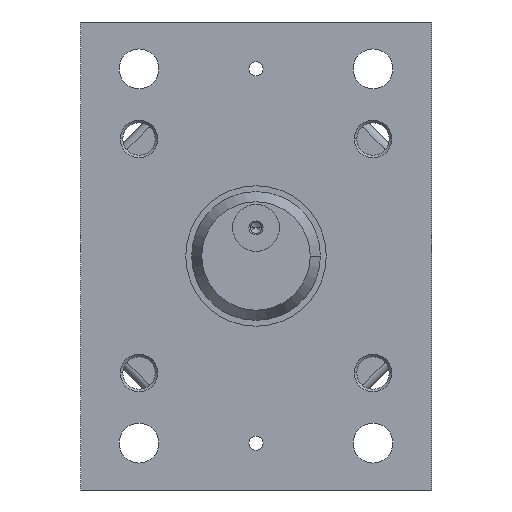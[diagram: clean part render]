
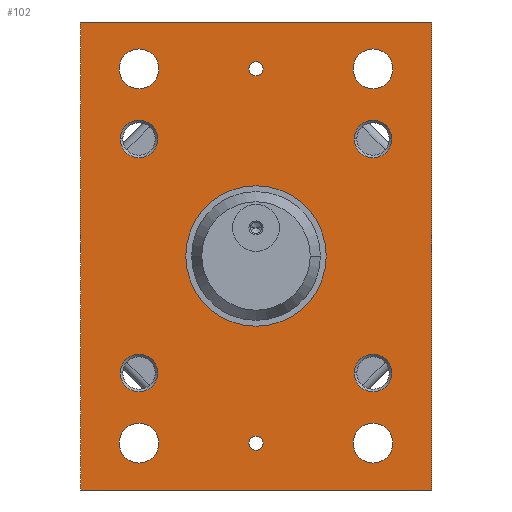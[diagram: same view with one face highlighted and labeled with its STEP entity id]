
A CAD part, left-side view. The second image highlights one B-rep face of the part: STEP entity #102.
In plain terms, the highlighted planar face has unit normal (-1, 0, 0).
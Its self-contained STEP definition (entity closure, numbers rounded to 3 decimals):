
#102=ADVANCED_FACE('',(#263,#264,#265,#266,#267,#268,#269,#270,#271,#272,#273,#274),#275,.F.);
#263=FACE_BOUND('',#477,.T.);
#264=FACE_BOUND('',#478,.T.);
#265=FACE_BOUND('',#479,.T.);
#266=FACE_BOUND('',#480,.T.);
#267=FACE_BOUND('',#481,.T.);
#268=FACE_BOUND('',#482,.T.);
#269=FACE_BOUND('',#483,.T.);
#270=FACE_BOUND('',#484,.T.);
#271=FACE_BOUND('',#485,.T.);
#272=FACE_BOUND('',#486,.T.);
#273=FACE_BOUND('',#487,.T.);
#274=FACE_OUTER_BOUND('',#488,.T.);
#275=PLANE('',#489);
#477=EDGE_LOOP('',(#987,#988));
#478=EDGE_LOOP('',(#989,#990));
#479=EDGE_LOOP('',(#991,#992));
#480=EDGE_LOOP('',(#993,#994));
#481=EDGE_LOOP('',(#995,#996));
#482=EDGE_LOOP('',(#997,#998));
#483=EDGE_LOOP('',(#999,#1000));
#484=EDGE_LOOP('',(#1001,#1002));
#485=EDGE_LOOP('',(#1003,#1004));
#486=EDGE_LOOP('',(#1005,#1006));
#487=EDGE_LOOP('',(#1007,#1008));
#488=EDGE_LOOP('',(#1009,#1010,#1011,#1012));
#489=AXIS2_PLACEMENT_3D('',#1013,#1014,#1015);
#987=ORIENTED_EDGE('',*,*,#1403,.T.);
#988=ORIENTED_EDGE('',*,*,#1436,.T.);
#989=ORIENTED_EDGE('',*,*,#1392,.T.);
#990=ORIENTED_EDGE('',*,*,#1438,.T.);
#991=ORIENTED_EDGE('',*,*,#1381,.T.);
#992=ORIENTED_EDGE('',*,*,#1440,.T.);
#993=ORIENTED_EDGE('',*,*,#1370,.T.);
#994=ORIENTED_EDGE('',*,*,#1442,.T.);
#995=ORIENTED_EDGE('',*,*,#1444,.T.);
#996=ORIENTED_EDGE('',*,*,#1363,.T.);
#997=ORIENTED_EDGE('',*,*,#1445,.T.);
#998=ORIENTED_EDGE('',*,*,#1359,.T.);
#999=ORIENTED_EDGE('',*,*,#1446,.T.);
#1000=ORIENTED_EDGE('',*,*,#1355,.T.);
#1001=ORIENTED_EDGE('',*,*,#1447,.T.);
#1002=ORIENTED_EDGE('',*,*,#1351,.T.);
#1003=ORIENTED_EDGE('',*,*,#1448,.T.);
#1004=ORIENTED_EDGE('',*,*,#1347,.T.);
#1005=ORIENTED_EDGE('',*,*,#1449,.T.);
#1006=ORIENTED_EDGE('',*,*,#1343,.T.);
#1007=ORIENTED_EDGE('',*,*,#1419,.T.);
#1008=ORIENTED_EDGE('',*,*,#1411,.T.);
#1009=ORIENTED_EDGE('',*,*,#1450,.T.);
#1010=ORIENTED_EDGE('',*,*,#1451,.T.);
#1011=ORIENTED_EDGE('',*,*,#1452,.T.);
#1012=ORIENTED_EDGE('',*,*,#1453,.T.);
#1013=CARTESIAN_POINT('',(-20.0,0.0,0.0));
#1014=DIRECTION('',(1.0,0.0,0.));
#1015=DIRECTION('',(0.,0.0,-1.0));
#1343=EDGE_CURVE('',#1611,#1615,#1617,.T.);
#1347=EDGE_CURVE('',#1619,#1623,#1625,.T.);
#1351=EDGE_CURVE('',#1627,#1631,#1633,.T.);
#1355=EDGE_CURVE('',#1635,#1639,#1641,.T.);
#1359=EDGE_CURVE('',#1643,#1647,#1649,.T.);
#1363=EDGE_CURVE('',#1651,#1655,#1657,.T.);
#1370=EDGE_CURVE('',#1666,#1668,#1670,.T.);
#1381=EDGE_CURVE('',#1685,#1687,#1689,.T.);
#1392=EDGE_CURVE('',#1704,#1706,#1708,.T.);
#1403=EDGE_CURVE('',#1723,#1725,#1727,.T.);
#1411=EDGE_CURVE('',#1735,#1739,#1741,.T.);
#1419=EDGE_CURVE('',#1739,#1735,#1753,.T.);
#1436=EDGE_CURVE('',#1725,#1723,#1774,.T.);
#1438=EDGE_CURVE('',#1706,#1704,#1776,.T.);
#1440=EDGE_CURVE('',#1687,#1685,#1778,.T.);
#1442=EDGE_CURVE('',#1668,#1666,#1780,.T.);
#1444=EDGE_CURVE('',#1655,#1651,#1782,.T.);
#1445=EDGE_CURVE('',#1647,#1643,#1783,.T.);
#1446=EDGE_CURVE('',#1639,#1635,#1784,.T.);
#1447=EDGE_CURVE('',#1631,#1627,#1785,.T.);
#1448=EDGE_CURVE('',#1623,#1619,#1786,.T.);
#1449=EDGE_CURVE('',#1615,#1611,#1787,.T.);
#1450=EDGE_CURVE('',#1788,#1789,#1790,.T.);
#1451=EDGE_CURVE('',#1789,#1791,#1792,.T.);
#1452=EDGE_CURVE('',#1791,#1793,#1794,.T.);
#1453=EDGE_CURVE('',#1793,#1788,#1795,.T.);
#1611=VERTEX_POINT('',#1995);
#1615=VERTEX_POINT('',#2000);
#1617=CIRCLE('',#2003,8.5);
#1619=VERTEX_POINT('',#2005);
#1623=VERTEX_POINT('',#2010);
#1625=CIRCLE('',#2013,8.5);
#1627=VERTEX_POINT('',#2015);
#1631=VERTEX_POINT('',#2020);
#1633=CIRCLE('',#2023,8.5);
#1635=VERTEX_POINT('',#2025);
#1639=VERTEX_POINT('',#2030);
#1641=CIRCLE('',#2033,8.5);
#1643=VERTEX_POINT('',#2035);
#1647=VERTEX_POINT('',#2040);
#1649=CIRCLE('',#2043,3.0);
#1651=VERTEX_POINT('',#2045);
#1655=VERTEX_POINT('',#2050);
#1657=CIRCLE('',#2053,3.0);
#1666=VERTEX_POINT('',#2064);
#1668=VERTEX_POINT('',#2067);
#1670=CIRCLE('',#2070,8.0);
#1685=VERTEX_POINT('',#2089);
#1687=VERTEX_POINT('',#2092);
#1689=CIRCLE('',#2095,8.0);
#1704=VERTEX_POINT('',#2114);
#1706=VERTEX_POINT('',#2117);
#1708=CIRCLE('',#2120,8.0);
#1723=VERTEX_POINT('',#2139);
#1725=VERTEX_POINT('',#2142);
#1727=CIRCLE('',#2145,8.0);
#1735=VERTEX_POINT('',#2155);
#1739=VERTEX_POINT('',#2160);
#1741=CIRCLE('',#2163,30.0);
#1753=CIRCLE('',#2177,30.0);
#1774=CIRCLE('',#2202,8.0);
#1776=CIRCLE('',#2204,8.0);
#1778=CIRCLE('',#2206,8.0);
#1780=CIRCLE('',#2208,8.0);
#1782=CIRCLE('',#2210,3.0);
#1783=CIRCLE('',#2211,3.0);
#1784=CIRCLE('',#2212,8.5);
#1785=CIRCLE('',#2213,8.5);
#1786=CIRCLE('',#2214,8.5);
#1787=CIRCLE('',#2215,8.5);
#1788=VERTEX_POINT('',#2216);
#1789=VERTEX_POINT('',#2217);
#1790=LINE('',#2218,#2219);
#1791=VERTEX_POINT('',#2220);
#1792=LINE('',#2221,#2222);
#1793=VERTEX_POINT('',#2223);
#1794=LINE('',#2224,#2225);
#1795=LINE('',#2226,#2227);
#1995=CARTESIAN_POINT('',(-20.0,-50.0,71.5));
#2000=CARTESIAN_POINT('',(-20.0,-50.0,88.5));
#2003=AXIS2_PLACEMENT_3D('',#2628,#2629,#2630);
#2005=CARTESIAN_POINT('',(-20.0,50.0,71.5));
#2010=CARTESIAN_POINT('',(-20.0,50.0,88.5));
#2013=AXIS2_PLACEMENT_3D('',#2636,#2637,#2638);
#2015=CARTESIAN_POINT('',(-20.0,-50.0,-88.5));
#2020=CARTESIAN_POINT('',(-20.0,-50.0,-71.5));
#2023=AXIS2_PLACEMENT_3D('',#2644,#2645,#2646);
#2025=CARTESIAN_POINT('',(-20.0,50.0,-88.5));
#2030=CARTESIAN_POINT('',(-20.0,50.0,-71.5));
#2033=AXIS2_PLACEMENT_3D('',#2652,#2653,#2654);
#2035=CARTESIAN_POINT('',(-20.0,0.,77.0));
#2040=CARTESIAN_POINT('',(-20.0,0.,83.0));
#2043=AXIS2_PLACEMENT_3D('',#2660,#2661,#2662);
#2045=CARTESIAN_POINT('',(-20.0,0.,-83.0));
#2050=CARTESIAN_POINT('',(-20.0,0.,-77.0));
#2053=AXIS2_PLACEMENT_3D('',#2668,#2669,#2670);
#2064=CARTESIAN_POINT('',(-20.0,-42.0,50.0));
#2067=CARTESIAN_POINT('',(-20.0,-58.0,50.0));
#2070=AXIS2_PLACEMENT_3D('',#2681,#2682,#2683);
#2089=CARTESIAN_POINT('',(-20.0,58.0,50.0));
#2092=CARTESIAN_POINT('',(-20.0,42.0,50.0));
#2095=AXIS2_PLACEMENT_3D('',#2702,#2703,#2704);
#2114=CARTESIAN_POINT('',(-20.0,-42.0,-50.0));
#2117=CARTESIAN_POINT('',(-20.0,-58.0,-50.0));
#2120=AXIS2_PLACEMENT_3D('',#2723,#2724,#2725);
#2139=CARTESIAN_POINT('',(-20.0,58.0,-50.0));
#2142=CARTESIAN_POINT('',(-20.0,42.0,-50.0));
#2145=AXIS2_PLACEMENT_3D('',#2744,#2745,#2746);
#2155=CARTESIAN_POINT('',(-20.0,0.,-30.0));
#2160=CARTESIAN_POINT('',(-20.0,0.,30.0));
#2163=AXIS2_PLACEMENT_3D('',#2760,#2761,#2762);
#2177=AXIS2_PLACEMENT_3D('',#2780,#2781,#2782);
#2202=AXIS2_PLACEMENT_3D('',#2823,#2824,#2825);
#2204=AXIS2_PLACEMENT_3D('',#2829,#2830,#2831);
#2206=AXIS2_PLACEMENT_3D('',#2835,#2836,#2837);
#2208=AXIS2_PLACEMENT_3D('',#2841,#2842,#2843);
#2210=AXIS2_PLACEMENT_3D('',#2847,#2848,#2849);
#2211=AXIS2_PLACEMENT_3D('',#2850,#2851,#2852);
#2212=AXIS2_PLACEMENT_3D('',#2853,#2854,#2855);
#2213=AXIS2_PLACEMENT_3D('',#2856,#2857,#2858);
#2214=AXIS2_PLACEMENT_3D('',#2859,#2860,#2861);
#2215=AXIS2_PLACEMENT_3D('',#2862,#2863,#2864);
#2216=CARTESIAN_POINT('',(-20.0,75.0,-100.0));
#2217=CARTESIAN_POINT('',(-20.0,-75.0,-100.0));
#2218=CARTESIAN_POINT('',(-20.0,0.0,-100.0));
#2219=VECTOR('',#2865,1.0);
#2220=CARTESIAN_POINT('',(-20.0,-75.0,100.0));
#2221=CARTESIAN_POINT('',(-20.0,-75.0,0.0));
#2222=VECTOR('',#2866,1.0);
#2223=CARTESIAN_POINT('',(-20.0,75.0,100.0));
#2224=CARTESIAN_POINT('',(-20.0,0.0,100.0));
#2225=VECTOR('',#2867,1.0);
#2226=CARTESIAN_POINT('',(-20.0,75.0,0.0));
#2227=VECTOR('',#2868,1.0);
#2628=CARTESIAN_POINT('',(-20.0,-50.0,80.0));
#2629=DIRECTION('',(1.0,0.0,0.));
#2630=DIRECTION('',(0.,0.0,-1.0));
#2636=CARTESIAN_POINT('',(-20.0,50.0,80.0));
#2637=DIRECTION('',(1.0,0.0,0.));
#2638=DIRECTION('',(0.,0.0,-1.0));
#2644=CARTESIAN_POINT('',(-20.0,-50.0,-80.0));
#2645=DIRECTION('',(1.0,0.0,0.));
#2646=DIRECTION('',(0.,0.0,-1.0));
#2652=CARTESIAN_POINT('',(-20.0,50.0,-80.0));
#2653=DIRECTION('',(1.0,0.0,0.));
#2654=DIRECTION('',(0.,0.0,-1.0));
#2660=CARTESIAN_POINT('',(-20.0,0.0,80.0));
#2661=DIRECTION('',(1.0,0.0,0.));
#2662=DIRECTION('',(0.,0.0,-1.0));
#2668=CARTESIAN_POINT('',(-20.0,0.0,-80.0));
#2669=DIRECTION('',(1.0,0.0,0.));
#2670=DIRECTION('',(0.,0.0,-1.0));
#2681=CARTESIAN_POINT('',(-20.0,-50.0,50.0));
#2682=DIRECTION('',(1.0,-0.0,0.));
#2683=DIRECTION('',(0.0,1.0,0.0));
#2702=CARTESIAN_POINT('',(-20.0,50.0,50.0));
#2703=DIRECTION('',(1.0,-0.0,0.));
#2704=DIRECTION('',(0.0,1.0,0.0));
#2723=CARTESIAN_POINT('',(-20.0,-50.0,-50.0));
#2724=DIRECTION('',(1.0,-0.0,0.));
#2725=DIRECTION('',(0.0,1.0,0.0));
#2744=CARTESIAN_POINT('',(-20.0,50.0,-50.0));
#2745=DIRECTION('',(1.0,-0.0,0.));
#2746=DIRECTION('',(0.0,1.0,0.0));
#2760=CARTESIAN_POINT('',(-20.0,0.0,0.0));
#2761=DIRECTION('',(1.0,0.0,0.));
#2762=DIRECTION('',(0.,0.0,-1.0));
#2780=CARTESIAN_POINT('',(-20.0,0.0,0.0));
#2781=DIRECTION('',(1.0,0.0,0.));
#2782=DIRECTION('',(0.,0.0,-1.0));
#2823=CARTESIAN_POINT('',(-20.0,50.0,-50.0));
#2824=DIRECTION('',(1.0,-0.0,0.));
#2825=DIRECTION('',(0.0,1.0,0.0));
#2829=CARTESIAN_POINT('',(-20.0,-50.0,-50.0));
#2830=DIRECTION('',(1.0,-0.0,0.));
#2831=DIRECTION('',(0.0,1.0,0.0));
#2835=CARTESIAN_POINT('',(-20.0,50.0,50.0));
#2836=DIRECTION('',(1.0,-0.0,0.));
#2837=DIRECTION('',(0.0,1.0,0.0));
#2841=CARTESIAN_POINT('',(-20.0,-50.0,50.0));
#2842=DIRECTION('',(1.0,-0.0,0.));
#2843=DIRECTION('',(0.0,1.0,0.0));
#2847=CARTESIAN_POINT('',(-20.0,0.0,-80.0));
#2848=DIRECTION('',(1.0,0.0,0.));
#2849=DIRECTION('',(0.,0.0,-1.0));
#2850=CARTESIAN_POINT('',(-20.0,0.0,80.0));
#2851=DIRECTION('',(1.0,0.0,0.));
#2852=DIRECTION('',(0.,0.0,-1.0));
#2853=CARTESIAN_POINT('',(-20.0,50.0,-80.0));
#2854=DIRECTION('',(1.0,0.0,0.));
#2855=DIRECTION('',(0.,0.0,-1.0));
#2856=CARTESIAN_POINT('',(-20.0,-50.0,-80.0));
#2857=DIRECTION('',(1.0,0.0,0.));
#2858=DIRECTION('',(0.,0.0,-1.0));
#2859=CARTESIAN_POINT('',(-20.0,50.0,80.0));
#2860=DIRECTION('',(1.0,0.0,0.));
#2861=DIRECTION('',(0.,0.0,-1.0));
#2862=CARTESIAN_POINT('',(-20.0,-50.0,80.0));
#2863=DIRECTION('',(1.0,0.0,0.));
#2864=DIRECTION('',(0.,0.0,-1.0));
#2865=DIRECTION('',(0.0,-1.0,0.0));
#2866=DIRECTION('',(0.,0.0,1.0));
#2867=DIRECTION('',(0.0,1.0,0.0));
#2868=DIRECTION('',(0.,0.0,-1.0));
